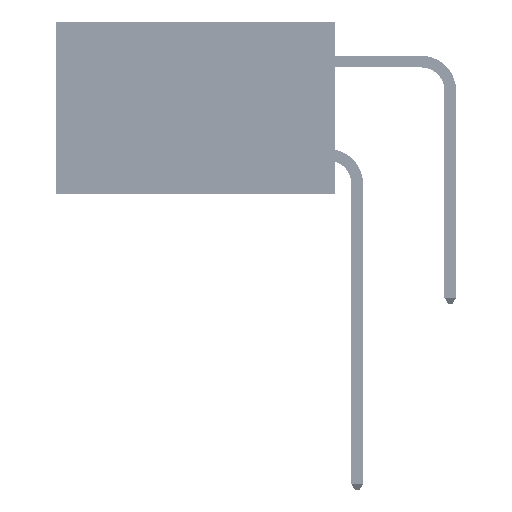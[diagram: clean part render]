
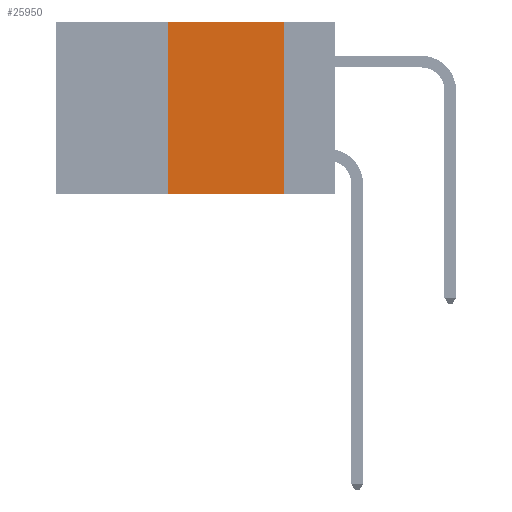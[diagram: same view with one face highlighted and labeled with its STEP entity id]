
A CAD part, left-side view. The second image highlights one B-rep face of the part: STEP entity #25950.
In plain terms, the highlighted planar face has unit normal (-1, 0, 0).
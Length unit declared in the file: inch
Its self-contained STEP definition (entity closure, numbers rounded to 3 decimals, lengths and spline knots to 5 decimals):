
#3674 = DIRECTION ( 'NONE',  ( 0., 0., 1. ) ) ;
#6290 = LINE ( 'NONE', #18446, #49945 ) ;
#6873 = LINE ( 'NONE', #53613, #18057 ) ;
#7958 = VERTEX_POINT ( 'NONE', #11866 ) ;
#9948 = DIRECTION ( 'NONE',  ( 0., -1., 0. ) ) ;
#11761 = ORIENTED_EDGE ( 'NONE', *, *, #26891, .F. ) ;
#11866 = CARTESIAN_POINT ( 'NONE',  ( 0., 0.36, -0.37 ) ) ;
#11980 = PLANE ( 'NONE',  #51096 ) ;
#13427 = FACE_OUTER_BOUND ( 'NONE', #50028, .T. ) ;
#16007 = CARTESIAN_POINT ( 'NONE',  ( 0., 0.36, 0. ) ) ;
#18057 = VECTOR ( 'NONE', #3674, 39.37008 ) ;
#18446 = CARTESIAN_POINT ( 'NONE',  ( 0., 0.6, -0.37 ) ) ;
#20605 = DIRECTION ( 'NONE',  ( 0., 0., -1. ) ) ;
#23107 = CARTESIAN_POINT ( 'NONE',  ( 0., 0.6, 0. ) ) ;
#23905 = VERTEX_POINT ( 'NONE', #51871 ) ;
#24141 = VECTOR ( 'NONE', #20605, 39.37008 ) ;
#25128 = CARTESIAN_POINT ( 'NONE',  ( 0., 0.6, 0. ) ) ;
#25950 = ADVANCED_FACE ( 'NONE', ( #13427 ), #11980, .F. ) ;
#26891 = EDGE_CURVE ( 'NONE', #37976, #45905, #45786, .T. ) ;
#29829 = CARTESIAN_POINT ( 'NONE',  ( 0., 0.11, 0. ) ) ;
#31030 = EDGE_CURVE ( 'NONE', #7958, #23905, #6290, .T. ) ;
#32050 = ORIENTED_EDGE ( 'NONE', *, *, #33021, .F. ) ;
#33021 = EDGE_CURVE ( 'NONE', #45905, #23905, #42061, .T. ) ;
#33836 = DIRECTION ( 'NONE',  ( 0., 0., -1. ) ) ;
#34845 = EDGE_CURVE ( 'NONE', #7958, #37976, #6873, .T. ) ;
#37618 = ORIENTED_EDGE ( 'NONE', *, *, #34845, .F. ) ;
#37976 = VERTEX_POINT ( 'NONE', #16007 ) ;
#41780 = DIRECTION ( 'NONE',  ( 1., 0., 0. ) ) ;
#42061 = LINE ( 'NONE', #29829, #24141 ) ;
#44299 = ORIENTED_EDGE ( 'NONE', *, *, #31030, .T. ) ;
#45786 = LINE ( 'NONE', #23107, #47112 ) ;
#45905 = VERTEX_POINT ( 'NONE', #47229 ) ;
#47112 = VECTOR ( 'NONE', #52751, 39.37008 ) ;
#47229 = CARTESIAN_POINT ( 'NONE',  ( 0., 0.11, 0. ) ) ;
#49945 = VECTOR ( 'NONE', #9948, 39.37008 ) ;
#50028 = EDGE_LOOP ( 'NONE', ( #32050, #11761, #37618, #44299 ) ) ;
#51096 = AXIS2_PLACEMENT_3D ( 'NONE', #25128, #41780, #33836 ) ;
#51871 = CARTESIAN_POINT ( 'NONE',  ( 0., 0.11, -0.37 ) ) ;
#52751 = DIRECTION ( 'NONE',  ( 0., -1., 0. ) ) ;
#53613 = CARTESIAN_POINT ( 'NONE',  ( 0., 0.36, 0. ) ) ;
